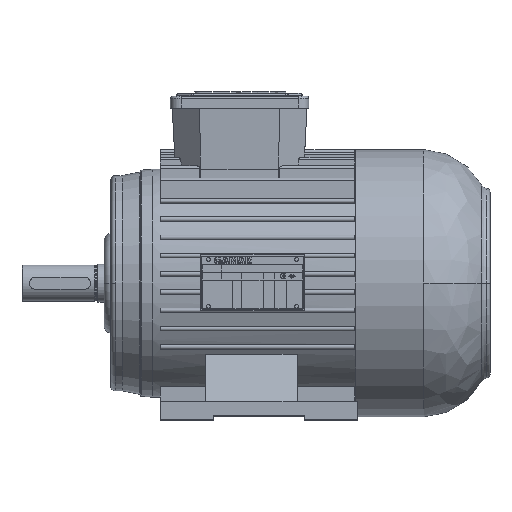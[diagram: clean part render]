
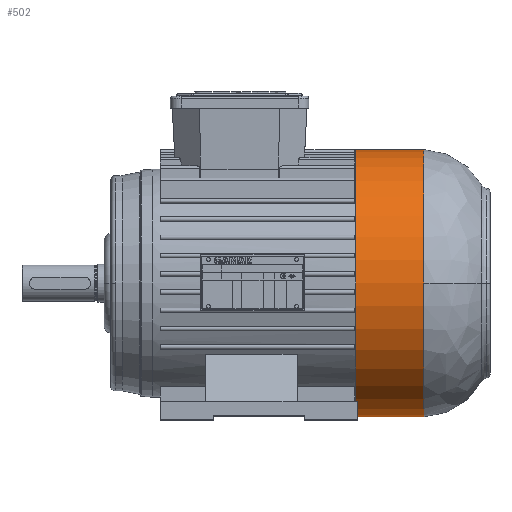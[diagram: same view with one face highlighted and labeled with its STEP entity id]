
A CAD part, top view. The second image highlights one B-rep face of the part: STEP entity #502.
In plain terms, the highlighted cylindrical face has radius 88 mm (diameter 176 mm), a partial arc.
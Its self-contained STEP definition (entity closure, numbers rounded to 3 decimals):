
#418=CARTESIAN_POINT('',(110.353,88.,0.0));
#419=VERTEX_POINT('',#418);
#427=CARTESIAN_POINT('',(110.353,0.,88.));
#428=VERTEX_POINT('',#427);
#429=CARTESIAN_POINT('',(110.353,0.,0.0));
#430=DIRECTION('',(1.0,0.0,0.0));
#431=DIRECTION('',(0.0,1.0,0.0));
#432=AXIS2_PLACEMENT_3D('',#429,#430,#431);
#433=CIRCLE('',#432,88.);
#434=EDGE_CURVE('',#419,#428,#433,.T.);
#462=CARTESIAN_POINT('',(87.938,0.,0.0));
#463=DIRECTION('',(1.0,0.,0.0));
#464=DIRECTION('',(0.0,1.0,0.0));
#465=AXIS2_PLACEMENT_3D('',#462,#463,#464);
#466=CYLINDRICAL_SURFACE('',#465,88.);
#467=CARTESIAN_POINT('',(65.523,88.,0.0));
#468=VERTEX_POINT('',#467);
#469=CARTESIAN_POINT('',(65.523,88.,0.0));
#470=DIRECTION('',(1.0,0.0,0.0));
#471=VECTOR('',#470,44.83);
#472=LINE('',#469,#471);
#473=EDGE_CURVE('',#468,#419,#472,.T.);
#474=ORIENTED_EDGE('',*,*,#473,.F.);
#475=CARTESIAN_POINT('',(65.523,-88.,0.));
#476=VERTEX_POINT('',#475);
#477=CARTESIAN_POINT('',(65.523,0.,0.0));
#478=DIRECTION('',(1.0,0.0,0.0));
#479=DIRECTION('',(0.0,1.0,0.0));
#480=AXIS2_PLACEMENT_3D('',#477,#478,#479);
#481=CIRCLE('',#480,88.);
#482=EDGE_CURVE('',#468,#476,#481,.T.);
#483=ORIENTED_EDGE('',*,*,#482,.T.);
#484=CARTESIAN_POINT('',(110.353,-88.,0.));
#485=VERTEX_POINT('',#484);
#486=CARTESIAN_POINT('',(110.353,-88.,0.));
#487=DIRECTION('',(-1.0,0.0,0.0));
#488=VECTOR('',#487,44.83);
#489=LINE('',#486,#488);
#490=EDGE_CURVE('',#485,#476,#489,.T.);
#491=ORIENTED_EDGE('',*,*,#490,.F.);
#492=CARTESIAN_POINT('',(110.353,0.,0.0));
#493=DIRECTION('',(1.0,0.0,0.0));
#494=DIRECTION('',(0.0,1.0,0.0));
#495=AXIS2_PLACEMENT_3D('',#492,#493,#494);
#496=CIRCLE('',#495,88.);
#497=EDGE_CURVE('',#428,#485,#496,.T.);
#498=ORIENTED_EDGE('',*,*,#497,.F.);
#499=ORIENTED_EDGE('',*,*,#434,.F.);
#500=EDGE_LOOP('',(#474,#483,#491,#498,#499));
#501=FACE_OUTER_BOUND('',#500,.T.);
#502=ADVANCED_FACE('',(#501),#466,.T.);
